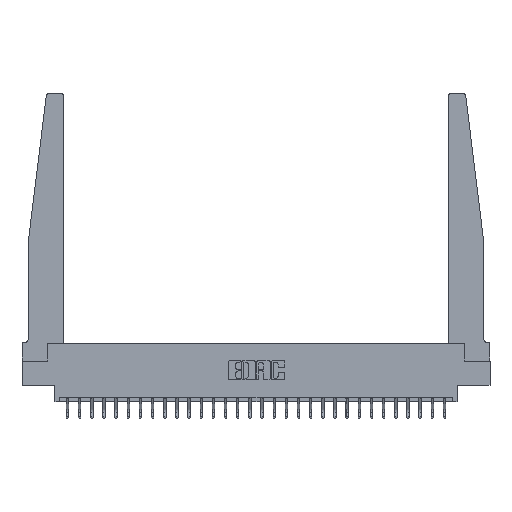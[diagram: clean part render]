
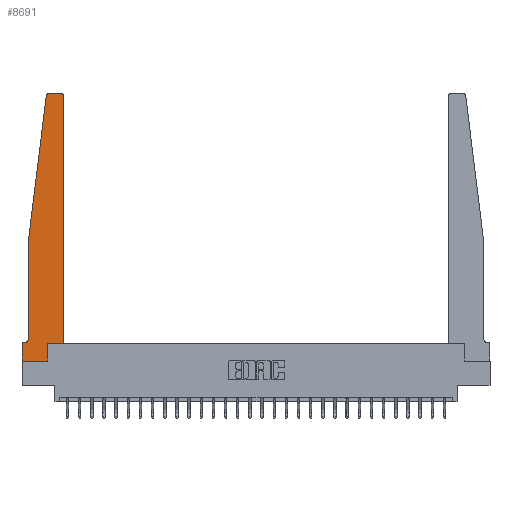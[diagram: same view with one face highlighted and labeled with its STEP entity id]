
A CAD part, top view. The second image highlights one B-rep face of the part: STEP entity #8691.
In plain terms, the highlighted planar face has unit normal (0, 0, 1).
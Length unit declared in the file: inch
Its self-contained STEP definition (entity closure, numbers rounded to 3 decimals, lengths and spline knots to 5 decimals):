
#603 = CARTESIAN_POINT ( 'NONE',  ( 0.065, 1.25, 0.37 ) ) ;
#726 = VERTEX_POINT ( 'NONE', #20944 ) ;
#897 = EDGE_CURVE ( 'NONE', #6924, #3880, #21148, .T. ) ;
#1080 = CARTESIAN_POINT ( 'NONE',  ( 0.2605, 0., 0.37 ) ) ;
#1091 = ORIENTED_EDGE ( 'NONE', *, *, #19321, .T. ) ;
#1328 = AXIS2_PLACEMENT_3D ( 'NONE', #18996, #6336, #21080 ) ;
#1375 = EDGE_CURVE ( 'NONE', #10257, #7390, #9941, .T. ) ;
#1406 = VECTOR ( 'NONE', #20017, 39.37008 ) ;
#1631 = VERTEX_POINT ( 'NONE', #1080 ) ;
#1745 = EDGE_CURVE ( 'NONE', #7390, #2725, #22398, .T. ) ;
#1769 = FACE_OUTER_BOUND ( 'NONE', #21840, .T. ) ;
#2074 = AXIS2_PLACEMENT_3D ( 'NONE', #7777, #5676, #20479 ) ;
#2415 = CARTESIAN_POINT ( 'NONE',  ( 0.425, 0.18, 0.37 ) ) ;
#2443 = ORIENTED_EDGE ( 'NONE', *, *, #1745, .T. ) ;
#2635 = VERTEX_POINT ( 'NONE', #14705 ) ;
#2725 = VERTEX_POINT ( 'NONE', #4331 ) ;
#2758 = DIRECTION ( 'NONE',  ( 0., 0., 1. ) ) ;
#2763 = EDGE_CURVE ( 'NONE', #726, #6924, #11200, .T. ) ;
#2934 = EDGE_CURVE ( 'NONE', #1631, #10257, #18433, .T. ) ;
#3311 = VERTEX_POINT ( 'NONE', #10707 ) ;
#3880 = VERTEX_POINT ( 'NONE', #14926 ) ;
#4082 = CARTESIAN_POINT ( 'NONE',  ( 0.065, 1.25, 0.37 ) ) ;
#4208 = VECTOR ( 'NONE', #25611, 39.37008 ) ;
#4331 = CARTESIAN_POINT ( 'NONE',  ( 0.425, 2.72, 0.37 ) ) ;
#4376 = LINE ( 'NONE', #7115, #25491 ) ;
#4405 = CARTESIAN_POINT ( 'NONE',  ( 0.27653, 2.75, 0.37 ) ) ;
#4427 = CARTESIAN_POINT ( 'NONE',  ( 0.25, 2.75, 0.37 ) ) ;
#4530 = EDGE_CURVE ( 'NONE', #11028, #21214, #4376, .T. ) ;
#4594 = DIRECTION ( 'NONE',  ( 1., 0., 0. ) ) ;
#4696 = CARTESIAN_POINT ( 'NONE',  ( 0.27653, 2.72, 0.37 ) ) ;
#4797 = DIRECTION ( 'NONE',  ( 0., 0., 1. ) ) ;
#5237 = DIRECTION ( 'NONE',  ( 1., 0., 0. ) ) ;
#5676 = DIRECTION ( 'NONE',  ( 0., 0., 1. ) ) ;
#5691 = AXIS2_PLACEMENT_3D ( 'NONE', #15566, #2758, #17675 ) ;
#5719 = CARTESIAN_POINT ( 'NONE',  ( 0.425, 0.18, 0.37 ) ) ;
#6251 = VECTOR ( 'NONE', #11305, 39.37008 ) ;
#6336 = DIRECTION ( 'NONE',  ( 0., 0., -1. ) ) ;
#6924 = VERTEX_POINT ( 'NONE', #4405 ) ;
#7115 = CARTESIAN_POINT ( 'NONE',  ( 0.065, 0.1875, 0.37 ) ) ;
#7172 = DIRECTION ( 'NONE',  ( -0.122, -0.992, 0. ) ) ;
#7390 = VERTEX_POINT ( 'NONE', #20544 ) ;
#7538 = EDGE_CURVE ( 'NONE', #3311, #11028, #19186, .T. ) ;
#7777 = CARTESIAN_POINT ( 'NONE',  ( 0., 0.1875, 0.37 ) ) ;
#7881 = ORIENTED_EDGE ( 'NONE', *, *, #16710, .T. ) ;
#7890 = VERTEX_POINT ( 'NONE', #9578 ) ;
#8691 = ADVANCED_FACE ( 'NONE', ( #1769 ), #14167, .T. ) ;
#8889 = ORIENTED_EDGE ( 'NONE', *, *, #2934, .T. ) ;
#9206 = ORIENTED_EDGE ( 'NONE', *, *, #2763, .T. ) ;
#9578 = CARTESIAN_POINT ( 'NONE',  ( 0., 0., 0.37 ) ) ;
#9754 = VECTOR ( 'NONE', #16882, 39.37008 ) ;
#9941 = LINE ( 'NONE', #2415, #4208 ) ;
#10203 = ORIENTED_EDGE ( 'NONE', *, *, #14977, .T. ) ;
#10257 = VERTEX_POINT ( 'NONE', #18774 ) ;
#10707 = CARTESIAN_POINT ( 'NONE',  ( 0.065, 0.2375, 0.37 ) ) ;
#11028 = VERTEX_POINT ( 'NONE', #25528 ) ;
#11200 = LINE ( 'NONE', #4427, #27208 ) ;
#11305 = DIRECTION ( 'NONE',  ( 0., -1., 0. ) ) ;
#11432 = AXIS2_PLACEMENT_3D ( 'NONE', #4696, #4797, #5237 ) ;
#14167 = PLANE ( 'NONE',  #2074 ) ;
#14705 = CARTESIAN_POINT ( 'NONE',  ( 0.065, 1.25, 0.37 ) ) ;
#14926 = CARTESIAN_POINT ( 'NONE',  ( 0.24675, 2.72367, 0.37 ) ) ;
#14977 = EDGE_CURVE ( 'NONE', #21214, #7890, #16866, .T. ) ;
#15566 = CARTESIAN_POINT ( 'NONE',  ( 0.395, 2.72, 0.37 ) ) ;
#15634 = EDGE_CURVE ( 'NONE', #7890, #1631, #25270, .T. ) ;
#16710 = EDGE_CURVE ( 'NONE', #3880, #2635, #20663, .T. ) ;
#16866 = LINE ( 'NONE', #21748, #6251 ) ;
#16879 = VECTOR ( 'NONE', #26758, 39.37008 ) ;
#16882 = DIRECTION ( 'NONE',  ( 0., -1., 0. ) ) ;
#17161 = ORIENTED_EDGE ( 'NONE', *, *, #7538, .T. ) ;
#17202 = DIRECTION ( 'NONE',  ( -1., 0., 0. ) ) ;
#17675 = DIRECTION ( 'NONE',  ( 1., 0., 0. ) ) ;
#17912 = CARTESIAN_POINT ( 'NONE',  ( 0.2605, 0.18, 0.37 ) ) ;
#18433 = LINE ( 'NONE', #17912, #1406 ) ;
#18774 = CARTESIAN_POINT ( 'NONE',  ( 0.2605, 0.18, 0.37 ) ) ;
#18996 = CARTESIAN_POINT ( 'NONE',  ( 0.015, 0.2375, 0.37 ) ) ;
#19088 = ORIENTED_EDGE ( 'NONE', *, *, #897, .T. ) ;
#19105 = EDGE_CURVE ( 'NONE', #2635, #3311, #20943, .T. ) ;
#19109 = VECTOR ( 'NONE', #4594, 39.37008 ) ;
#19186 = CIRCLE ( 'NONE', #1328, 0.05 ) ;
#19321 = EDGE_CURVE ( 'NONE', #2725, #726, #21248, .T. ) ;
#20017 = DIRECTION ( 'NONE',  ( 0., 1., 0. ) ) ;
#20028 = VECTOR ( 'NONE', #7172, 39.37008 ) ;
#20479 = DIRECTION ( 'NONE',  ( 1., 0., 0. ) ) ;
#20544 = CARTESIAN_POINT ( 'NONE',  ( 0.425, 0.18, 0.37 ) ) ;
#20663 = LINE ( 'NONE', #603, #20028 ) ;
#20729 = ORIENTED_EDGE ( 'NONE', *, *, #15634, .T. ) ;
#20943 = LINE ( 'NONE', #4082, #9754 ) ;
#20944 = CARTESIAN_POINT ( 'NONE',  ( 0.395, 2.75, 0.37 ) ) ;
#21080 = DIRECTION ( 'NONE',  ( -1., 0., 0. ) ) ;
#21148 = CIRCLE ( 'NONE', #11432, 0.03 ) ;
#21214 = VERTEX_POINT ( 'NONE', #25942 ) ;
#21248 = CIRCLE ( 'NONE', #5691, 0.03 ) ;
#21748 = CARTESIAN_POINT ( 'NONE',  ( 0., 0., 0.37 ) ) ;
#21840 = EDGE_LOOP ( 'NONE', ( #9206, #19088, #7881, #23950, #17161, #22026, #10203, #20729, #8889, #24945, #2443, #1091 ) ) ;
#22026 = ORIENTED_EDGE ( 'NONE', *, *, #4530, .T. ) ;
#22398 = LINE ( 'NONE', #5719, #16879 ) ;
#23531 = CARTESIAN_POINT ( 'NONE',  ( 0., 0., 0.37 ) ) ;
#23910 = DIRECTION ( 'NONE',  ( -1., 0., 0. ) ) ;
#23950 = ORIENTED_EDGE ( 'NONE', *, *, #19105, .T. ) ;
#24945 = ORIENTED_EDGE ( 'NONE', *, *, #1375, .T. ) ;
#25270 = LINE ( 'NONE', #23531, #19109 ) ;
#25491 = VECTOR ( 'NONE', #23910, 39.37008 ) ;
#25528 = CARTESIAN_POINT ( 'NONE',  ( 0.015, 0.1875, 0.37 ) ) ;
#25611 = DIRECTION ( 'NONE',  ( 1., 0., 0. ) ) ;
#25942 = CARTESIAN_POINT ( 'NONE',  ( 0., 0.1875, 0.37 ) ) ;
#26758 = DIRECTION ( 'NONE',  ( 0., 1., 0. ) ) ;
#27208 = VECTOR ( 'NONE', #17202, 39.37008 ) ;
